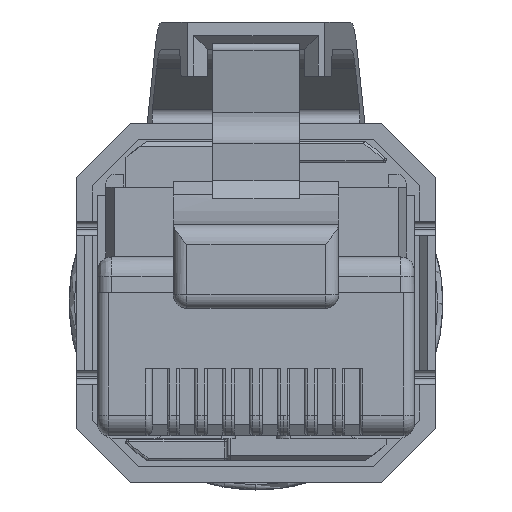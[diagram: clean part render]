
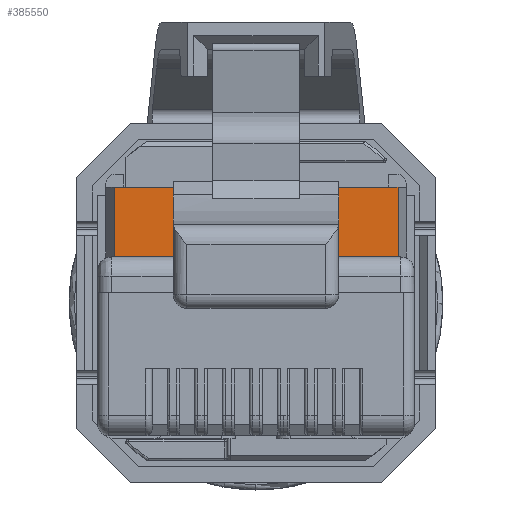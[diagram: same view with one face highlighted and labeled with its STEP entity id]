
A CAD part, front view. The second image highlights one B-rep face of the part: STEP entity #385550.
In plain terms, the highlighted planar face has unit normal (0, -1, 0).
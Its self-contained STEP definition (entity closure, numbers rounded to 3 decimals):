
#142050=CARTESIAN_POINT('',(1.8,15.87,
12.55));
#142060=DIRECTION('',(0.,-1.,0.));
#142070=DIRECTION('',(0.,0.,
1.));
#142080=AXIS2_PLACEMENT_3D('',#142050,#142060,#142070);
#142090=PLANE('',#142080);
#377590=CARTESIAN_POINT('',(1.76,15.87,
11.575));
#377600=VERTEX_POINT('',#377590);
#378000=CARTESIAN_POINT('',(12.24,15.87,
11.575));
#378010=VERTEX_POINT('',#378000);
#378040=CARTESIAN_POINT('',(0.,15.87,
11.575));
#378050=DIRECTION('',(-1.,0.,0.));
#378060=VECTOR('',#378050,1.);
#378070=LINE('',#378040,#378060);
#378080=EDGE_CURVE('',#378010,#377600,#378070,.T.);
#378310=CARTESIAN_POINT('',(12.24,15.87,
8.7));
#378320=VERTEX_POINT('',#378310);
#378350=CARTESIAN_POINT('',(12.24,15.87,
0.));
#378360=DIRECTION('',(0.,0.,-1.));
#378370=VECTOR('',#378360,1.);
#378380=LINE('',#378350,#378370);
#378390=EDGE_CURVE('',#378010,#378320,#378380,.T.);
#384680=CARTESIAN_POINT('',(1.76,15.87,
8.7));
#384690=VERTEX_POINT('',#384680);
#384720=CARTESIAN_POINT('',(10.166,15.87,
8.7));
#384730=DIRECTION('',(1.,0.,0.));
#384740=VECTOR('',#384730,1.);
#384750=LINE('',#384720,#384740);
#384760=EDGE_CURVE('',#384690,#378320,#384750,.T.);
#385330=CARTESIAN_POINT('',(1.76,15.87,
0.));
#385340=DIRECTION('',(0.,0.,1.));
#385350=VECTOR('',#385340,1.);
#385360=LINE('',#385330,#385350);
#385370=EDGE_CURVE('',#384690,#377600,#385360,.T.);
#385490=ORIENTED_EDGE('',*,*,#385370,.F.);
#385500=ORIENTED_EDGE('',*,*,#378080,.T.);
#385510=ORIENTED_EDGE('',*,*,#378390,.F.);
#385520=ORIENTED_EDGE('',*,*,#384760,.T.);
#385530=EDGE_LOOP('',(#385520,#385510,#385500,#385490));
#385540=FACE_OUTER_BOUND('',#385530,.T.);
#385550=ADVANCED_FACE('',(#385540),#142090,.T.);
